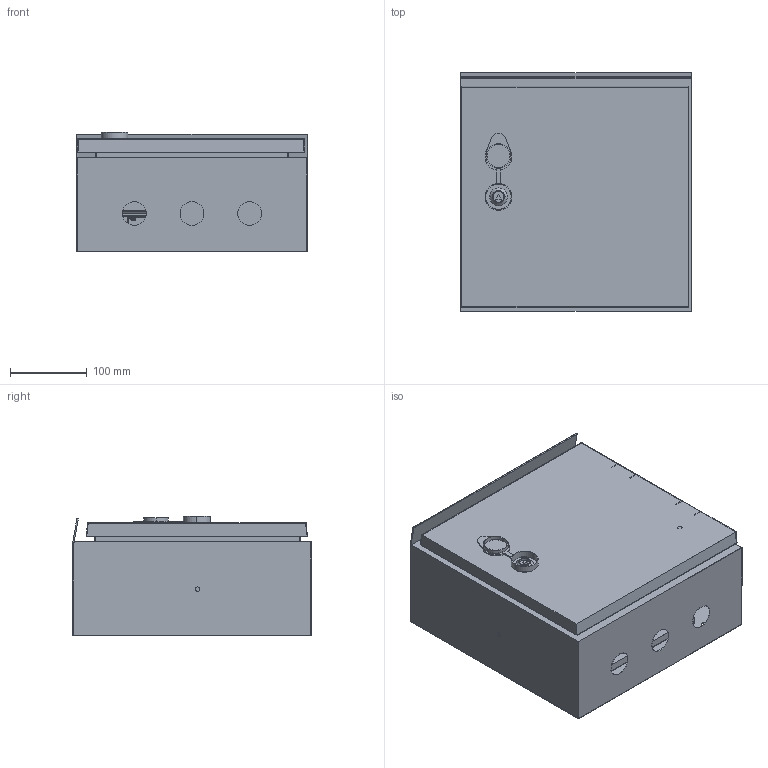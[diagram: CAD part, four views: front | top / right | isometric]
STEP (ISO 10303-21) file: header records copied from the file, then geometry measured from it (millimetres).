
FILE_DESCRIPTION (( 'STEP AP214' ), '1' );
FILE_NAME ('MKM51-N-04-54.STEP', '2021-04-19T11:33:43', ( '' ), ( '' ), 'SwSTEP 2.0', 'SolidWorks 2017', '' );
FILE_SCHEMA (( 'AUTOMOTIVE_DESIGN' ));
Length unit declared in the file: millimetre
Products named in the file (13): STEKLO_IEK; zakliopka vitiazhnaya_4x2.4; MKM51-N-04-54; Dver Vnutr; DIN-疱殛郷妶個 019.08.04; Obolochka; Dver Nar; Gaika_6; Ï-ñêîáà_Šˆ‚€ 019.08.02; DIN-疱殛郷妶個 019.08.03; Panel_-01; Panel
Assembly tree (19 placements, depth 3):
  MKM51-N-04-54
    Obolochka
    Panel_-01
      Panel
      DIN-疱殛郷妶個 019.08.04
      Ï-ñêîáà_Šˆ‚€ 019.08.02
      DIN-疱殛郷妶個 019.08.03
      zakliopka vitiazhnaya_4x2.4  x6
    Dver Vnutr
      Dver Vnutr
      STEKLO_IEK
    Dver Nar
    Gaika_6  x3
Bounding box: 300 x 310 x 155.85 mm (x, y, z)
Volume: 541116.6 mm3; surface area: 1186032.6 mm2
Topology: 19 solids, 19 shells, 632 faces, 1478 edges, 926 vertices
Faces by surface type: plane 336, cylinder 234, torus 36, cone 14, sphere 12
Entity records: 15822 total; most frequent: DIRECTION 2738, CARTESIAN_POINT 2565, ORIENTED_EDGE 2480, EDGE_CURVE 1240, AXIS2_PLACEMENT_3D 957, VECTOR 824, LINE 824, VERTEX_POINT 784
